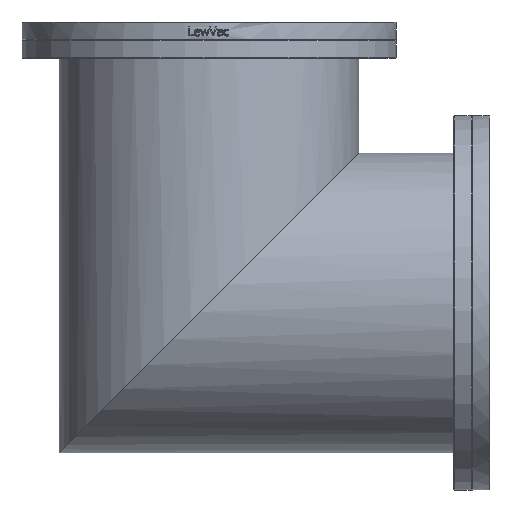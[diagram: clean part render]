
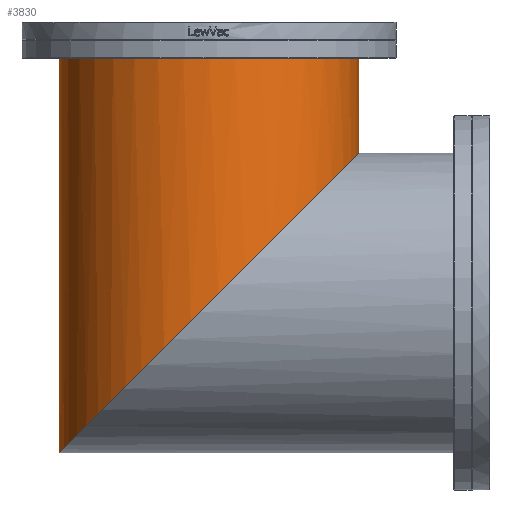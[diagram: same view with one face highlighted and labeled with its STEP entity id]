
A CAD part, left-side view. The second image highlights one B-rep face of the part: STEP entity #3830.
In plain terms, the highlighted cylindrical face has radius 101.6 mm (diameter 203.2 mm), a full revolution.
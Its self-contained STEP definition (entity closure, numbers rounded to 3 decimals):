
#11=ELLIPSE('',#4286,143.684,101.6);
#12=ELLIPSE('',#4287,143.684,101.6);
#469=CIRCLE('',#4292,101.6);
#660=FACE_OUTER_BOUND('',#890,.T.);
#890=EDGE_LOOP('',(#3590,#3591,#3592,#3593,#3594));
#1077=LINE('',#19558,#1262);
#1262=VECTOR('',#5242,101.6);
#1819=VERTEX_POINT('',#19545);
#1820=VERTEX_POINT('',#19546);
#1823=VERTEX_POINT('',#19556);
#2408=EDGE_CURVE('',#1819,#1820,#11,.T.);
#2409=EDGE_CURVE('',#1820,#1819,#12,.T.);
#2413=EDGE_CURVE('',#1823,#1823,#469,.T.);
#2414=EDGE_CURVE('',#1823,#1820,#1077,.T.);
#3590=ORIENTED_EDGE('',*,*,#2413,.F.);
#3591=ORIENTED_EDGE('',*,*,#2414,.T.);
#3592=ORIENTED_EDGE('',*,*,#2409,.T.);
#3593=ORIENTED_EDGE('',*,*,#2408,.T.);
#3594=ORIENTED_EDGE('',*,*,#2414,.F.);
#3639=CYLINDRICAL_SURFACE('',#4291,101.6);
#3830=ADVANCED_FACE('',(#660),#3639,.T.);
#4286=AXIS2_PLACEMENT_3D('',#19547,#5227,#5228);
#4287=AXIS2_PLACEMENT_3D('',#19548,#5229,#5230);
#4291=AXIS2_PLACEMENT_3D('',#19555,#5238,#5239);
#4292=AXIS2_PLACEMENT_3D('',#19557,#5240,#5241);
#5227=DIRECTION('center_axis',(0.707,0.,0.707));
#5228=DIRECTION('ref_axis',(-0.707,0.,0.707));
#5229=DIRECTION('center_axis',(0.707,0.,0.707));
#5230=DIRECTION('ref_axis',(-0.707,0.,0.707));
#5238=DIRECTION('center_axis',(0.,0.,1.));
#5239=DIRECTION('ref_axis',(-1.,0.,0.));
#5240=DIRECTION('center_axis',(0.,0.,1.));
#5241=DIRECTION('ref_axis',(-1.,0.,0.));
#5242=DIRECTION('',(0.,0.,-1.));
#19545=CARTESIAN_POINT('',(-101.6,0.,203.2));
#19546=CARTESIAN_POINT('',(101.6,0.,0.));
#19547=CARTESIAN_POINT('Origin',(0.,0.,101.6));
#19548=CARTESIAN_POINT('Origin',(0.,0.,101.6));
#19555=CARTESIAN_POINT('Origin',(0.,0.,0.));
#19556=CARTESIAN_POINT('',(101.6,0.,279.4));
#19557=CARTESIAN_POINT('Origin',(0.,0.,279.4));
#19558=CARTESIAN_POINT('',(101.6,0.,0.));
